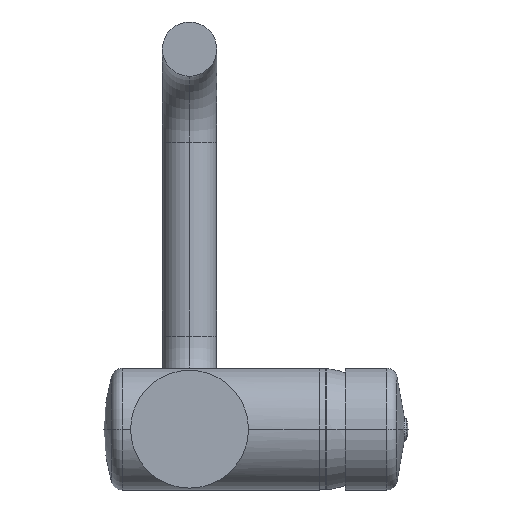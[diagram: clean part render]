
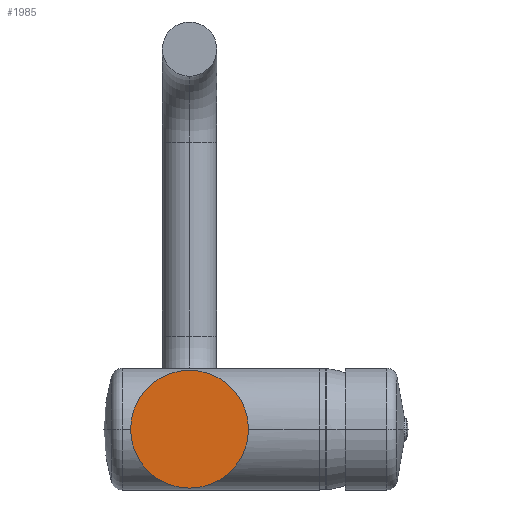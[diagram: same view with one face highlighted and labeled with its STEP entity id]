
A CAD part, front view. The second image highlights one B-rep face of the part: STEP entity #1985.
In plain terms, the highlighted planar face has unit normal (0, -1, 0).
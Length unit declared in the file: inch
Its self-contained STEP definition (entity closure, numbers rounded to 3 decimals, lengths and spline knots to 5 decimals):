
#1105=CARTESIAN_POINT('',(0.,0.,0.));
#1106=DIRECTION('',(0.,-1.,0.));
#1107=DIRECTION('',(1.,0.,0.));
#1108=AXIS2_PLACEMENT_3D('',#1105,#1106,#1107);
#1120=CARTESIAN_POINT('',(0.,0.,0.));
#1121=DIRECTION('',(0.,1.,0.));
#1122=DIRECTION('',(1.,0.,0.));
#1123=AXIS2_PLACEMENT_3D('',#1120,#1121,#1122);
#1159=CARTESIAN_POINT('',(0.95,0.,0.));
#1160=CARTESIAN_POINT('',(-0.95,0.,0.));
#1161=VERTEX_POINT('',#1159);
#1162=VERTEX_POINT('',#1160);
#1976=CARTESIAN_POINT('',(0.,0.,0.));
#1977=DIRECTION('',(0.,-1.,0.));
#1978=DIRECTION('',(-1.,0.,0.));
#1979=AXIS2_PLACEMENT_3D('',#1976,#1977,#1978);
#1980=PLANE('',#1979);
#1981=ORIENTED_EDGE('',*,*,#1970,.T.);
#1982=ORIENTED_EDGE('',*,*,#1956,.F.);
#1983=EDGE_LOOP('',(#1981,#1982));
#1984=FACE_OUTER_BOUND('',#1983,.F.);
#1109=CIRCLE('',#1108,0.95);
#1124=CIRCLE('',#1123,0.95);
#1956=EDGE_CURVE('',#1161,#1162,#1109,.T.);
#1970=EDGE_CURVE('',#1161,#1162,#1124,.T.);
#1985=ADVANCED_FACE('',(#1984),#1980,.T.);
